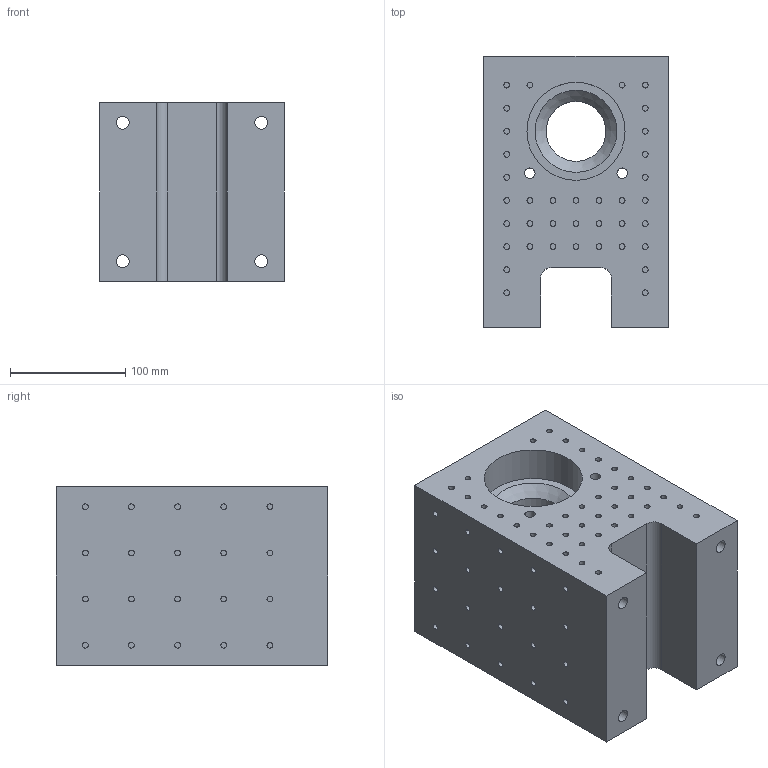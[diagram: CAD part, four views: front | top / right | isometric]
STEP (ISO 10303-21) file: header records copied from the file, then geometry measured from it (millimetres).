
FILE_DESCRIPTION(('FreeCAD Model'),'2;1');
FILE_NAME('Open CASCADE Shape Model','2025-02-27T23:15:41',(''),(''), 'Open CASCADE STEP processor 7.8','FreeCAD','Unknown');
FILE_SCHEMA(('AUTOMOTIVE_DESIGN { 1 0 10303 214 1 1 1 1 }'));
Length unit declared in the file: millimetre
Products named in the file (1): Head
Bounding box: 160 x 235 x 155 mm (x, y, z)
Volume: 4609374 mm3; surface area: 287015 mm2
Topology: 1 solids, 1 shells, 190 faces, 313 edges, 208 vertices
Faces by surface type: plane 95, cylinder 92, cone 2, extrusion 1
Full cylindrical faces by diameter (mm): 5 x77, 9 x2, 11 x4, 25 x4, 52 x1, 85 x1, 90 x1
Entity records: 9152 total; most frequent: CARTESIAN_POINT 2091, DIRECTION 1437, ORIENTED_EDGE 626, PCURVE 626, DEFINITIONAL_REPRESENTATION 626, VECTOR 565, LINE 564, AXIS2_PLACEMENT_3D 378
